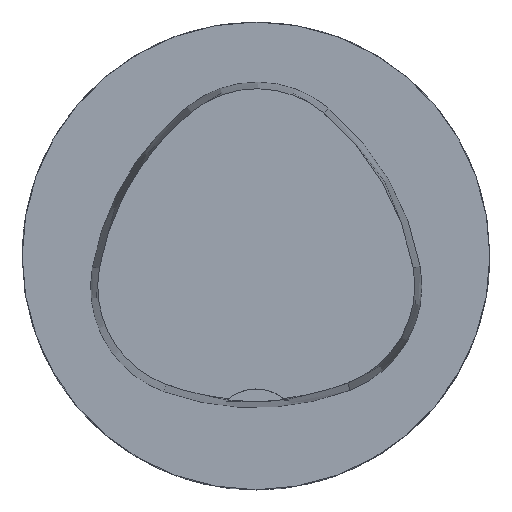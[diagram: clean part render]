
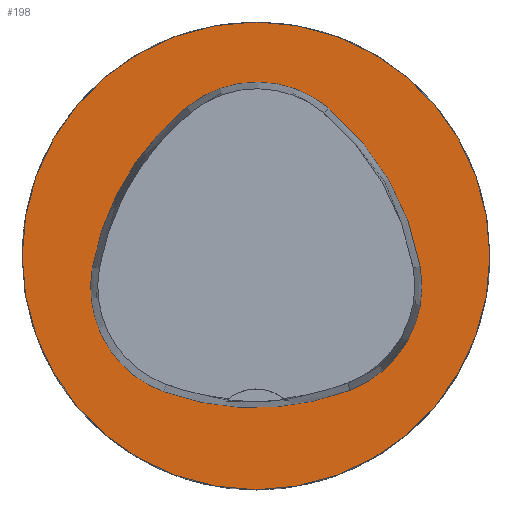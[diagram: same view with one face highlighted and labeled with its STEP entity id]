
A CAD part, top view. The second image highlights one B-rep face of the part: STEP entity #198.
In plain terms, the highlighted planar face has unit normal (0, 0, 1).
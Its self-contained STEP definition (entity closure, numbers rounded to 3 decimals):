
#73=CIRCLE('',#840,31.5);
#74=CIRCLE('',#846,36.);
#76=CIRCLE('',#849,15.);
#78=CIRCLE('',#852,36.);
#80=CIRCLE('',#855,15.);
#84=CIRCLE('',#860,36.);
#86=CIRCLE('',#863,15.);
#129=FACE_BOUND('',#325,.T.);
#130=FACE_BOUND('',#326,.T.);
#198=ADVANCED_FACE('',(#129,#130),#238,.T.);
#238=PLANE('',#868);
#325=EDGE_LOOP('',(#476,#477,#478,#479,#480,#481));
#326=EDGE_LOOP('',(#482));
#476=ORIENTED_EDGE('',*,*,#688,.T.);
#477=ORIENTED_EDGE('',*,*,#668,.T.);
#478=ORIENTED_EDGE('',*,*,#672,.T.);
#479=ORIENTED_EDGE('',*,*,#675,.T.);
#480=ORIENTED_EDGE('',*,*,#678,.T.);
#481=ORIENTED_EDGE('',*,*,#686,.T.);
#482=ORIENTED_EDGE('',*,*,#659,.F.);
#585=VERTEX_POINT('',#1319);
#594=VERTEX_POINT('',#1338);
#595=VERTEX_POINT('',#1339);
#598=VERTEX_POINT('',#1347);
#600=VERTEX_POINT('',#1353);
#602=VERTEX_POINT('',#1359);
#609=VERTEX_POINT('',#1380);
#659=EDGE_CURVE('',#585,#585,#73,.T.);
#668=EDGE_CURVE('',#594,#595,#74,.T.);
#672=EDGE_CURVE('',#595,#598,#76,.T.);
#675=EDGE_CURVE('',#598,#600,#78,.T.);
#678=EDGE_CURVE('',#600,#602,#80,.T.);
#686=EDGE_CURVE('',#602,#609,#84,.T.);
#688=EDGE_CURVE('',#609,#594,#86,.T.);
#840=AXIS2_PLACEMENT_3D('',#1318,#996,#997);
#846=AXIS2_PLACEMENT_3D('',#1337,#1012,#1013);
#849=AXIS2_PLACEMENT_3D('',#1346,#1020,#1021);
#852=AXIS2_PLACEMENT_3D('',#1352,#1027,#1028);
#855=AXIS2_PLACEMENT_3D('',#1358,#1034,#1035);
#860=AXIS2_PLACEMENT_3D('',#1381,#1046,#1047);
#863=AXIS2_PLACEMENT_3D('',#1384,#1052,#1053);
#868=AXIS2_PLACEMENT_3D('',#1389,#1062,#1063);
#996=DIRECTION('',(0.,0.,-1.));
#997=DIRECTION('',(-1.,0.,0.));
#1012=DIRECTION('',(0.,0.,-1.));
#1013=DIRECTION('',(-1.,0.,0.));
#1020=DIRECTION('',(0.,0.,-1.));
#1021=DIRECTION('',(-1.,0.,0.));
#1027=DIRECTION('',(0.,0.,-1.));
#1028=DIRECTION('',(-1.,0.,0.));
#1034=DIRECTION('',(0.,0.,-1.));
#1035=DIRECTION('',(-1.,0.,0.));
#1046=DIRECTION('',(0.,0.,-1.));
#1047=DIRECTION('',(-1.,0.,0.));
#1052=DIRECTION('',(0.,0.,-1.));
#1053=DIRECTION('',(-1.,0.,0.));
#1062=DIRECTION('',(0.,0.,1.));
#1063=DIRECTION('',(1.,0.,0.));
#1318=CARTESIAN_POINT('',(0.,0.,0.));
#1319=CARTESIAN_POINT('',(-31.5,0.,0.));
#1337=CARTESIAN_POINT('',(13.398,-7.893,0.));
#1338=CARTESIAN_POINT('',(-22.041,-1.562,0.));
#1339=CARTESIAN_POINT('',(-9.317,20.036,0.));
#1346=CARTESIAN_POINT('',(0.148,8.399,0.));
#1347=CARTESIAN_POINT('',(9.779,19.898,0.));
#1352=CARTESIAN_POINT('',(-13.337,-7.7,0.));
#1353=CARTESIAN_POINT('',(22.122,-1.48,0.));
#1358=CARTESIAN_POINT('',(7.347,-4.071,0.));
#1359=CARTESIAN_POINT('',(12.693,-18.087,0.));
#1380=CARTESIAN_POINT('',(-12.373,-18.307,0.));
#1381=CARTESIAN_POINT('',(-0.137,15.55,0.));
#1384=CARTESIAN_POINT('',(-7.275,-4.2,0.));
#1389=CARTESIAN_POINT('',(0.,0.,0.));
